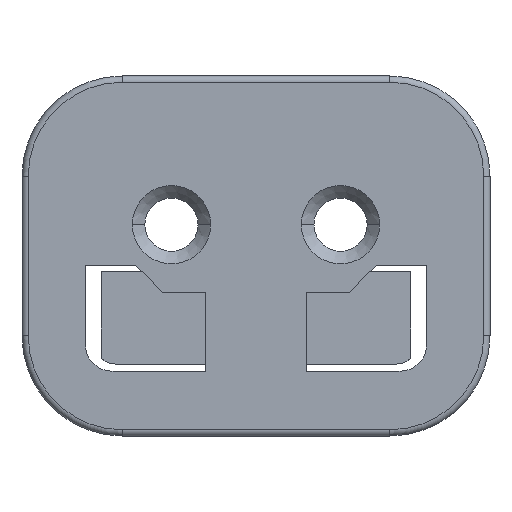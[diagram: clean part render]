
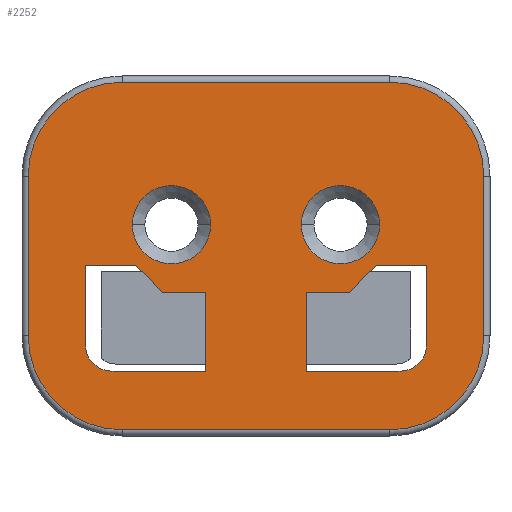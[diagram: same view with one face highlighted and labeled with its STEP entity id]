
A CAD part, front view. The second image highlights one B-rep face of the part: STEP entity #2252.
In plain terms, the highlighted planar face has unit normal (0, -1, 0).
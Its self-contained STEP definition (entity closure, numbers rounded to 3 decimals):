
#2=CARTESIAN_POINT('',(-4.275,0.,2.55));
#3=DIRECTION('',(0.,-1.,0.));
#4=DIRECTION('',(0.,0.,1.));
#5=AXIS2_PLACEMENT_3D('',#2,#3,#4);
#7=DIRECTION('',(-1.,0.,0.));
#8=VECTOR('',#7,8.55);
#9=CARTESIAN_POINT('',(4.275,0.,5.55));
#10=LINE('',#9,#8);
#11=CARTESIAN_POINT('',(4.275,0.,2.55));
#12=DIRECTION('',(0.,-1.,0.));
#13=DIRECTION('',(1.,0.,0.));
#14=AXIS2_PLACEMENT_3D('',#11,#12,#13);
#16=DIRECTION('',(0.,0.,1.));
#17=VECTOR('',#16,5.1);
#18=CARTESIAN_POINT('',(7.275,0.,-2.55));
#19=LINE('',#18,#17);
#20=CARTESIAN_POINT('',(4.275,0.,-2.55));
#21=DIRECTION('',(0.,-1.,0.));
#22=DIRECTION('',(0.,0.,-1.));
#23=AXIS2_PLACEMENT_3D('',#20,#21,#22);
#25=DIRECTION('',(1.,0.,0.));
#26=VECTOR('',#25,8.55);
#27=CARTESIAN_POINT('',(-4.275,0.,-5.55));
#28=LINE('',#27,#26);
#29=CARTESIAN_POINT('',(-4.275,0.,-2.55));
#30=DIRECTION('',(0.,-1.,0.));
#31=DIRECTION('',(-1.,0.,0.));
#32=AXIS2_PLACEMENT_3D('',#29,#30,#31);
#34=DIRECTION('',(0.,0.,-1.));
#35=VECTOR('',#34,5.1);
#36=CARTESIAN_POINT('',(-7.275,0.,2.55));
#37=LINE('',#36,#35);
#38=CARTESIAN_POINT('',(-2.7,0.,1.));
#39=DIRECTION('',(0.,1.,0.));
#40=DIRECTION('',(-1.,0.,0.));
#41=AXIS2_PLACEMENT_3D('',#38,#39,#40);
#43=CARTESIAN_POINT('',(-2.7,0.,1.));
#44=DIRECTION('',(0.,1.,0.));
#45=DIRECTION('',(1.,0.,0.));
#46=AXIS2_PLACEMENT_3D('',#43,#44,#45);
#48=CARTESIAN_POINT('',(2.7,0.,1.));
#49=DIRECTION('',(0.,1.,0.));
#50=DIRECTION('',(1.,0.,0.));
#51=AXIS2_PLACEMENT_3D('',#48,#49,#50);
#53=CARTESIAN_POINT('',(2.7,0.,1.));
#54=DIRECTION('',(0.,1.,0.));
#55=DIRECTION('',(-1.,0.,0.));
#56=AXIS2_PLACEMENT_3D('',#53,#54,#55);
#58=DIRECTION('',(0.,0.,-1.));
#59=VECTOR('',#58,2.53);
#60=CARTESIAN_POINT('',(-5.45,0.,-0.3));
#61=LINE('',#60,#59);
#62=CARTESIAN_POINT('',(-4.6,0.,-2.83));
#63=DIRECTION('',(0.,-1.,0.));
#64=DIRECTION('',(-1.,0.,0.));
#65=AXIS2_PLACEMENT_3D('',#62,#63,#64);
#67=DIRECTION('',(1.,0.,0.));
#68=VECTOR('',#67,3.);
#69=CARTESIAN_POINT('',(-4.6,0.,-3.68));
#70=LINE('',#69,#68);
#71=DIRECTION('',(0.,0.,1.));
#72=VECTOR('',#71,2.52);
#73=CARTESIAN_POINT('',(-1.6,0.,-3.68));
#74=LINE('',#73,#72);
#75=DIRECTION('',(-1.,0.,0.));
#76=VECTOR('',#75,1.38);
#77=CARTESIAN_POINT('',(-1.6,0.,-1.16));
#78=LINE('',#77,#76);
#79=DIRECTION('',(-0.707,0.,0.707));
#80=VECTOR('',#79,1.216);
#81=CARTESIAN_POINT('',(-2.98,0.,-1.16));
#82=LINE('',#81,#80);
#83=DIRECTION('',(-1.,0.,0.));
#84=VECTOR('',#83,1.61);
#85=CARTESIAN_POINT('',(-3.84,0.,-0.3));
#86=LINE('',#85,#84);
#87=DIRECTION('',(-1.,0.,0.));
#88=VECTOR('',#87,1.61);
#89=CARTESIAN_POINT('',(5.45,0.,-0.3));
#90=LINE('',#89,#88);
#91=DIRECTION('',(-0.707,0.,-0.707));
#92=VECTOR('',#91,1.216);
#93=CARTESIAN_POINT('',(3.84,0.,-0.3));
#94=LINE('',#93,#92);
#95=DIRECTION('',(-1.,0.,0.));
#96=VECTOR('',#95,1.38);
#97=CARTESIAN_POINT('',(2.98,0.,-1.16));
#98=LINE('',#97,#96);
#99=DIRECTION('',(0.,0.,-1.));
#100=VECTOR('',#99,2.52);
#101=CARTESIAN_POINT('',(1.6,0.,-1.16));
#102=LINE('',#101,#100);
#103=DIRECTION('',(1.,0.,0.));
#104=VECTOR('',#103,3.);
#105=CARTESIAN_POINT('',(1.6,0.,-3.68));
#106=LINE('',#105,#104);
#107=CARTESIAN_POINT('',(4.6,0.,-2.83));
#108=DIRECTION('',(0.,-1.,0.));
#109=DIRECTION('',(0.,0.,-1.));
#110=AXIS2_PLACEMENT_3D('',#107,#108,#109);
#112=DIRECTION('',(0.,0.,1.));
#113=VECTOR('',#112,2.53);
#114=CARTESIAN_POINT('',(5.45,0.,-2.83));
#115=LINE('',#114,#113);
#1796=CARTESIAN_POINT('',(-4.275,0.,5.55));
#1797=CARTESIAN_POINT('',(-7.275,0.,2.55));
#1798=VERTEX_POINT('',#1796);
#1799=VERTEX_POINT('',#1797);
#1804=CARTESIAN_POINT('',(-7.275,0.,-2.55));
#1805=VERTEX_POINT('',#1804);
#1808=CARTESIAN_POINT('',(-4.275,0.,-5.55));
#1809=VERTEX_POINT('',#1808);
#1812=CARTESIAN_POINT('',(4.275,0.,-5.55));
#1813=VERTEX_POINT('',#1812);
#1816=CARTESIAN_POINT('',(7.275,0.,-2.55));
#1817=VERTEX_POINT('',#1816);
#1820=CARTESIAN_POINT('',(7.275,0.,2.55));
#1821=VERTEX_POINT('',#1820);
#1824=CARTESIAN_POINT('',(4.275,0.,5.55));
#1825=VERTEX_POINT('',#1824);
#1866=CARTESIAN_POINT('',(-3.95,0.,1.));
#1867=CARTESIAN_POINT('',(-1.45,0.,1.));
#1868=VERTEX_POINT('',#1866);
#1869=VERTEX_POINT('',#1867);
#1874=CARTESIAN_POINT('',(3.95,0.,1.));
#1875=CARTESIAN_POINT('',(1.45,0.,1.));
#1876=VERTEX_POINT('',#1874);
#1877=VERTEX_POINT('',#1875);
#2081=CARTESIAN_POINT('',(-5.45,0.,-0.3));
#2082=CARTESIAN_POINT('',(-5.45,0.,-2.83));
#2083=VERTEX_POINT('',#2081);
#2084=VERTEX_POINT('',#2082);
#2085=CARTESIAN_POINT('',(-4.6,0.,-3.68));
#2086=VERTEX_POINT('',#2085);
#2087=CARTESIAN_POINT('',(-1.6,0.,-3.68));
#2088=VERTEX_POINT('',#2087);
#2089=CARTESIAN_POINT('',(-1.6,0.,-1.16));
#2090=VERTEX_POINT('',#2089);
#2091=CARTESIAN_POINT('',(-2.98,0.,-1.16));
#2092=VERTEX_POINT('',#2091);
#2093=CARTESIAN_POINT('',(-3.84,0.,-0.3));
#2094=VERTEX_POINT('',#2093);
#2151=CARTESIAN_POINT('',(5.45,0.,-0.3));
#2152=CARTESIAN_POINT('',(3.84,0.,-0.3));
#2153=VERTEX_POINT('',#2151);
#2154=VERTEX_POINT('',#2152);
#2155=CARTESIAN_POINT('',(2.98,0.,-1.16));
#2156=VERTEX_POINT('',#2155);
#2157=CARTESIAN_POINT('',(1.6,0.,-1.16));
#2158=VERTEX_POINT('',#2157);
#2159=CARTESIAN_POINT('',(1.6,0.,-3.68));
#2160=VERTEX_POINT('',#2159);
#2161=CARTESIAN_POINT('',(4.6,0.,-3.68));
#2162=VERTEX_POINT('',#2161);
#2163=CARTESIAN_POINT('',(5.45,0.,-2.83));
#2164=VERTEX_POINT('',#2163);
#2185=CARTESIAN_POINT('',(0.,0.,0.));
#2186=DIRECTION('',(0.,1.,0.));
#2187=DIRECTION('',(1.,0.,0.));
#2188=AXIS2_PLACEMENT_3D('',#2185,#2186,#2187);
#2189=PLANE('',#2188);
#2191=ORIENTED_EDGE('',*,*,#2190,.F.);
#2193=ORIENTED_EDGE('',*,*,#2192,.F.);
#2195=ORIENTED_EDGE('',*,*,#2194,.F.);
#2197=ORIENTED_EDGE('',*,*,#2196,.F.);
#2199=ORIENTED_EDGE('',*,*,#2198,.F.);
#2201=ORIENTED_EDGE('',*,*,#2200,.F.);
#2203=ORIENTED_EDGE('',*,*,#2202,.F.);
#2205=ORIENTED_EDGE('',*,*,#2204,.F.);
#2206=EDGE_LOOP('',(#2191,#2193,#2195,#2197,#2199,#2201,#2203,#2205));
#2207=FACE_OUTER_BOUND('',#2206,.F.);
#2209=ORIENTED_EDGE('',*,*,#2208,.F.);
#2211=ORIENTED_EDGE('',*,*,#2210,.F.);
#2212=EDGE_LOOP('',(#2209,#2211));
#2213=FACE_BOUND('',#2212,.F.);
#2215=ORIENTED_EDGE('',*,*,#2214,.F.);
#2217=ORIENTED_EDGE('',*,*,#2216,.F.);
#2218=EDGE_LOOP('',(#2215,#2217));
#2219=FACE_BOUND('',#2218,.F.);
#2221=ORIENTED_EDGE('',*,*,#2220,.T.);
#2223=ORIENTED_EDGE('',*,*,#2222,.T.);
#2225=ORIENTED_EDGE('',*,*,#2224,.T.);
#2227=ORIENTED_EDGE('',*,*,#2226,.T.);
#2229=ORIENTED_EDGE('',*,*,#2228,.T.);
#2231=ORIENTED_EDGE('',*,*,#2230,.T.);
#2233=ORIENTED_EDGE('',*,*,#2232,.T.);
#2234=EDGE_LOOP('',(#2221,#2223,#2225,#2227,#2229,#2231,#2233));
#2235=FACE_BOUND('',#2234,.F.);
#2237=ORIENTED_EDGE('',*,*,#2236,.T.);
#2239=ORIENTED_EDGE('',*,*,#2238,.T.);
#2241=ORIENTED_EDGE('',*,*,#2240,.T.);
#2243=ORIENTED_EDGE('',*,*,#2242,.T.);
#2245=ORIENTED_EDGE('',*,*,#2244,.T.);
#2247=ORIENTED_EDGE('',*,*,#2246,.T.);
#2249=ORIENTED_EDGE('',*,*,#2248,.T.);
#2250=EDGE_LOOP('',(#2237,#2239,#2241,#2243,#2245,#2247,#2249));
#2251=FACE_BOUND('',#2250,.F.);
#2252=ADVANCED_FACE('',(#2207,#2213,#2219,#2235,#2251),#2189,.F.);
#6=CIRCLE('',#5,3.);
#15=CIRCLE('',#14,3.);
#24=CIRCLE('',#23,3.);
#33=CIRCLE('',#32,3.);
#42=CIRCLE('',#41,1.25);
#47=CIRCLE('',#46,1.25);
#52=CIRCLE('',#51,1.25);
#57=CIRCLE('',#56,1.25);
#66=CIRCLE('',#65,0.85);
#111=CIRCLE('',#110,0.85);
#2190=EDGE_CURVE('',#1798,#1799,#6,.T.);
#2192=EDGE_CURVE('',#1825,#1798,#10,.T.);
#2194=EDGE_CURVE('',#1821,#1825,#15,.T.);
#2196=EDGE_CURVE('',#1817,#1821,#19,.T.);
#2198=EDGE_CURVE('',#1813,#1817,#24,.T.);
#2200=EDGE_CURVE('',#1809,#1813,#28,.T.);
#2202=EDGE_CURVE('',#1805,#1809,#33,.T.);
#2204=EDGE_CURVE('',#1799,#1805,#37,.T.);
#2208=EDGE_CURVE('',#1868,#1869,#42,.T.);
#2210=EDGE_CURVE('',#1869,#1868,#47,.T.);
#2214=EDGE_CURVE('',#1876,#1877,#52,.T.);
#2216=EDGE_CURVE('',#1877,#1876,#57,.T.);
#2220=EDGE_CURVE('',#2083,#2084,#61,.T.);
#2222=EDGE_CURVE('',#2084,#2086,#66,.T.);
#2224=EDGE_CURVE('',#2086,#2088,#70,.T.);
#2226=EDGE_CURVE('',#2088,#2090,#74,.T.);
#2228=EDGE_CURVE('',#2090,#2092,#78,.T.);
#2230=EDGE_CURVE('',#2092,#2094,#82,.T.);
#2232=EDGE_CURVE('',#2094,#2083,#86,.T.);
#2236=EDGE_CURVE('',#2153,#2154,#90,.T.);
#2238=EDGE_CURVE('',#2154,#2156,#94,.T.);
#2240=EDGE_CURVE('',#2156,#2158,#98,.T.);
#2242=EDGE_CURVE('',#2158,#2160,#102,.T.);
#2244=EDGE_CURVE('',#2160,#2162,#106,.T.);
#2246=EDGE_CURVE('',#2162,#2164,#111,.T.);
#2248=EDGE_CURVE('',#2164,#2153,#115,.T.);
